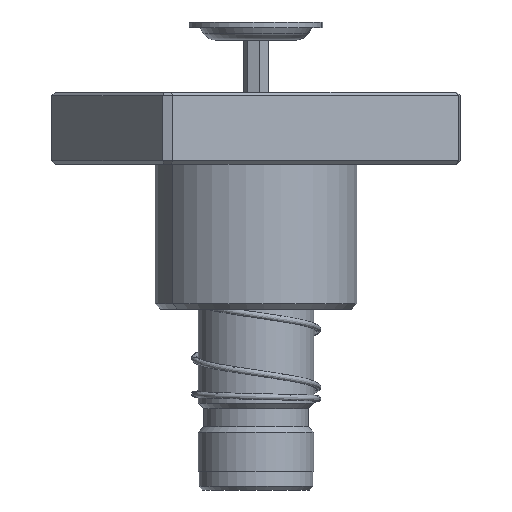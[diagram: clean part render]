
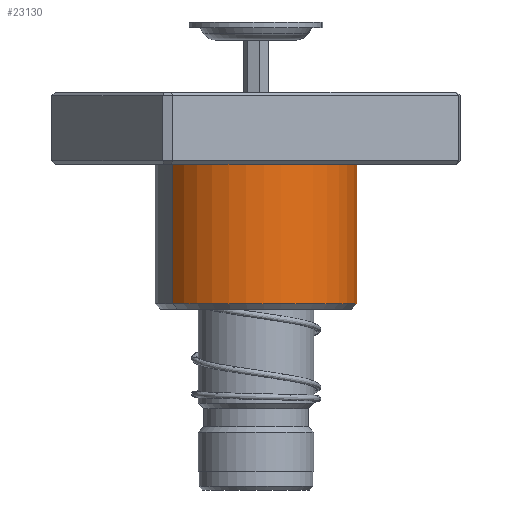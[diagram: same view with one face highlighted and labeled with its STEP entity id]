
A CAD part, front view. The second image highlights one B-rep face of the part: STEP entity #23130.
In plain terms, the highlighted cylindrical face has radius 28 mm (diameter 56 mm), a partial arc.
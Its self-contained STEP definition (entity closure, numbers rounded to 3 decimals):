
#1751 = VECTOR ( 'NONE', #10200, 1000. ) ;
#2511 = EDGE_CURVE ( 'NONE', #3422, #48857, #4754, .T. ) ;
#2900 = DIRECTION ( 'NONE',  ( 0., 0., -1. ) ) ;
#3422 = VERTEX_POINT ( 'NONE', #12892 ) ;
#3676 = LINE ( 'NONE', #34966, #1751 ) ;
#3726 = DIRECTION ( 'NONE',  ( 1., 0., 0. ) ) ;
#4754 = CIRCLE ( 'NONE', #29762, 28. ) ;
#4800 = CARTESIAN_POINT ( 'NONE',  ( -28., 0., 20. ) ) ;
#6128 = DIRECTION ( 'NONE',  ( 0., 0., 1. ) ) ;
#6754 = DIRECTION ( 'NONE',  ( 1., 0., 0. ) ) ;
#6860 = EDGE_CURVE ( 'NONE', #22264, #47210, #17035, .T. ) ;
#8774 = ORIENTED_EDGE ( 'NONE', *, *, #2511, .T. ) ;
#10200 = DIRECTION ( 'NONE',  ( 0., 0., -1. ) ) ;
#11215 = EDGE_CURVE ( 'NONE', #45317, #22264, #47662, .T. ) ;
#12892 = CARTESIAN_POINT ( 'NONE',  ( 28., 0., 58.5 ) ) ;
#15131 = VECTOR ( 'NONE', #2900, 1000. ) ;
#16112 = FACE_OUTER_BOUND ( 'NONE', #50092, .T. ) ;
#17035 = CIRCLE ( 'NONE', #51440, 28. ) ;
#18181 = LINE ( 'NONE', #24035, #15131 ) ;
#19506 = CARTESIAN_POINT ( 'NONE',  ( 0., 0., 20. ) ) ;
#19677 = DIRECTION ( 'NONE',  ( 0., 0., 1. ) ) ;
#22264 = VERTEX_POINT ( 'NONE', #53147 ) ;
#22551 = DIRECTION ( 'NONE',  ( 1., 0., 0. ) ) ;
#23130 = ADVANCED_FACE ( 'NONE', ( #16112 ), #44114, .T. ) ;
#23648 = CARTESIAN_POINT ( 'NONE',  ( -28., 0., 58.5 ) ) ;
#23782 = DIRECTION ( 'NONE',  ( -1., 0., 0. ) ) ;
#24035 = CARTESIAN_POINT ( 'NONE',  ( -28., 0., 60. ) ) ;
#24148 = CARTESIAN_POINT ( 'NONE',  ( 0., 0., 58.5 ) ) ;
#28355 = AXIS2_PLACEMENT_3D ( 'NONE', #19506, #19677, #6754 ) ;
#29486 = ORIENTED_EDGE ( 'NONE', *, *, #36135, .F. ) ;
#29762 = AXIS2_PLACEMENT_3D ( 'NONE', #24148, #32453, #3726 ) ;
#32453 = DIRECTION ( 'NONE',  ( 0., 0., -1. ) ) ;
#34966 = CARTESIAN_POINT ( 'NONE',  ( 28., 0., 60. ) ) ;
#36135 = EDGE_CURVE ( 'NONE', #3422, #47210, #3676, .T. ) ;
#38274 = ORIENTED_EDGE ( 'NONE', *, *, #6860, .T. ) ;
#39629 = AXIS2_PLACEMENT_3D ( 'NONE', #48648, #44468, #23782 ) ;
#40400 = ORIENTED_EDGE ( 'NONE', *, *, #11215, .T. ) ;
#44114 = CYLINDRICAL_SURFACE ( 'NONE', #39629, 28. ) ;
#44468 = DIRECTION ( 'NONE',  ( 0., 0., -1. ) ) ;
#45317 = VERTEX_POINT ( 'NONE', #4800 ) ;
#47055 = ORIENTED_EDGE ( 'NONE', *, *, #51378, .T. ) ;
#47210 = VERTEX_POINT ( 'NONE', #48301 ) ;
#47425 = CARTESIAN_POINT ( 'NONE',  ( 0., 0., 20. ) ) ;
#47662 = CIRCLE ( 'NONE', #28355, 28. ) ;
#48301 = CARTESIAN_POINT ( 'NONE',  ( 28., 0., 20. ) ) ;
#48648 = CARTESIAN_POINT ( 'NONE',  ( 0., 0., 60. ) ) ;
#48857 = VERTEX_POINT ( 'NONE', #23648 ) ;
#50092 = EDGE_LOOP ( 'NONE', ( #29486, #8774, #47055, #40400, #38274 ) ) ;
#51378 = EDGE_CURVE ( 'NONE', #48857, #45317, #18181, .T. ) ;
#51440 = AXIS2_PLACEMENT_3D ( 'NONE', #47425, #6128, #22551 ) ;
#53147 = CARTESIAN_POINT ( 'NONE',  ( 0., -28., 20. ) ) ;
